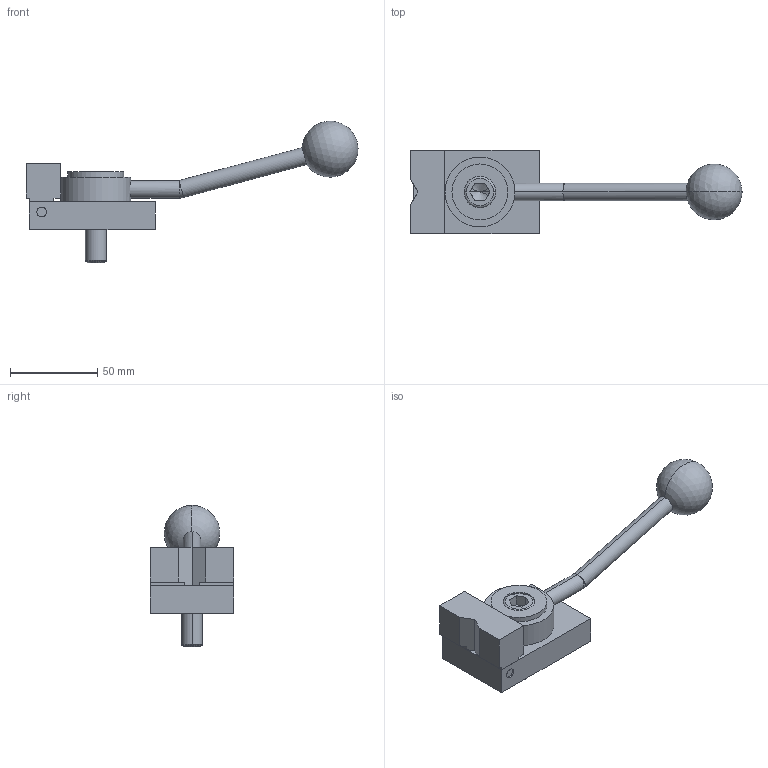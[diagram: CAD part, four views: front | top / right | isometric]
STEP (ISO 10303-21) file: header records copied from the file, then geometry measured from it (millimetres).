
FILE_DESCRIPTION(('STEP AP214'),'1');
FILE_NAME(' ',' ',('TraceParts'),('TraceParts S.A.'),'XStep 1.0',' ',' ');
FILE_SCHEMA(('automotive_design'));
Length unit declared in the file: millimetre
Products named in the file (4): 1; 2; 3; 4
Bounding box: 189.99 x 48 x 81 mm (x, y, z)
Volume: 122355.4 mm3; surface area: 30422.3 mm2
Topology: 4 solids, 4 shells, 81 faces, 186 edges, 116 vertices
Faces by surface type: plane 41, cylinder 22, cone 12, torus 4, sphere 2
Entity records: 4577 total; most frequent: CARTESIAN_POINT 506, DIRECTION 404, STYLED_ITEM 383, PRESENTATION_STYLE_ASSIGNMENT 383, COLOUR_RGB 383, ORIENTED_EDGE 364, EDGE_CURVE 182, CURVE_STYLE 182
